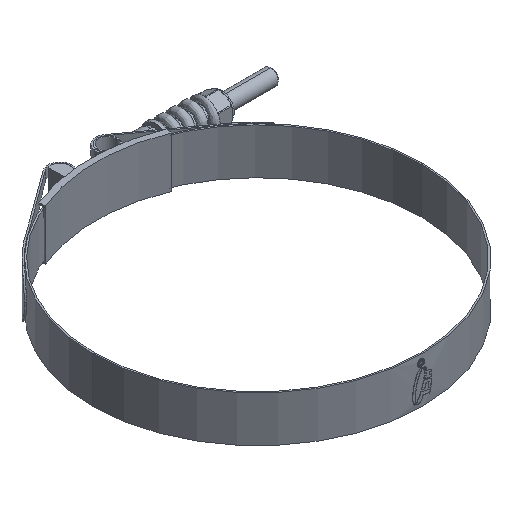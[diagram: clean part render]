
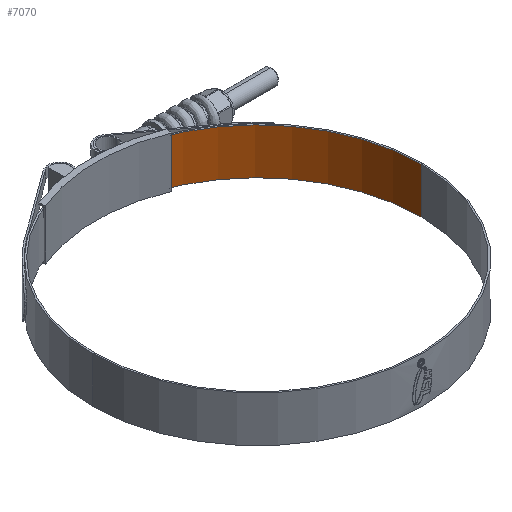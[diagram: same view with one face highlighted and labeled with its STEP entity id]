
A CAD part, isometric view. The second image highlights one B-rep face of the part: STEP entity #7070.
In plain terms, the highlighted cylindrical face has radius 68.2 mm (diameter 136.4 mm), a partial arc.
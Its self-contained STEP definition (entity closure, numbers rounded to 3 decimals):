
#92 = CARTESIAN_POINT ( 'NONE',  ( 9.317, 67.561, 9.55 ) ) ;
#256 = DIRECTION ( 'NONE',  ( 0., 0., -1. ) ) ;
#483 = EDGE_CURVE ( 'NONE', #11378, #10739, #16101, .T. ) ;
#522 = ORIENTED_EDGE ( 'NONE', *, *, #5642, .T. ) ;
#610 = CARTESIAN_POINT ( 'NONE',  ( 68.2, 0., 9.55 ) ) ;
#831 = CYLINDRICAL_SURFACE ( 'NONE', #13925, 68.2 ) ;
#1605 = AXIS2_PLACEMENT_3D ( 'NONE', #4065, #7901, #9152 ) ;
#1907 = VECTOR ( 'NONE', #5727, 1000. ) ;
#2415 = CIRCLE ( 'NONE', #1605, 68.2 ) ;
#2868 = VERTEX_POINT ( 'NONE', #10282 ) ;
#3102 = CARTESIAN_POINT ( 'NONE',  ( 68.2, 0., 9.55 ) ) ;
#3787 = LINE ( 'NONE', #92, #16163 ) ;
#4059 = ORIENTED_EDGE ( 'NONE', *, *, #14497, .F. ) ;
#4065 = CARTESIAN_POINT ( 'NONE',  ( 0., 0., -9.55 ) ) ;
#5179 = VERTEX_POINT ( 'NONE', #10526 ) ;
#5642 = EDGE_CURVE ( 'NONE', #5179, #2868, #2415, .T. ) ;
#5663 = AXIS2_PLACEMENT_3D ( 'NONE', #13276, #9322, #9408 ) ;
#5727 = DIRECTION ( 'NONE',  ( 0., 0., -1. ) ) ;
#5951 = FACE_OUTER_BOUND ( 'NONE', #6071, .T. ) ;
#6071 = EDGE_LOOP ( 'NONE', ( #4059, #8686, #8937, #522 ) ) ;
#6525 = CARTESIAN_POINT ( 'NONE',  ( 9.317, 67.561, 9.55 ) ) ;
#6959 = LINE ( 'NONE', #610, #1907 ) ;
#7070 = ADVANCED_FACE ( 'NONE', ( #5951 ), #831, .F. ) ;
#7519 = DIRECTION ( 'NONE',  ( 0., 0., -1. ) ) ;
#7901 = DIRECTION ( 'NONE',  ( 0., 0., -1. ) ) ;
#8686 = ORIENTED_EDGE ( 'NONE', *, *, #483, .F. ) ;
#8937 = ORIENTED_EDGE ( 'NONE', *, *, #13544, .T. ) ;
#9152 = DIRECTION ( 'NONE',  ( -1., 0., 0. ) ) ;
#9322 = DIRECTION ( 'NONE',  ( 0., 0., -1. ) ) ;
#9408 = DIRECTION ( 'NONE',  ( -1., 0., 0. ) ) ;
#9959 = CARTESIAN_POINT ( 'NONE',  ( 0., 0., 9.55 ) ) ;
#10282 = CARTESIAN_POINT ( 'NONE',  ( 68.2, 0., -9.55 ) ) ;
#10526 = CARTESIAN_POINT ( 'NONE',  ( 9.317, 67.561, -9.55 ) ) ;
#10739 = VERTEX_POINT ( 'NONE', #3102 ) ;
#11378 = VERTEX_POINT ( 'NONE', #6525 ) ;
#13276 = CARTESIAN_POINT ( 'NONE',  ( 0., 0., 9.55 ) ) ;
#13544 = EDGE_CURVE ( 'NONE', #11378, #5179, #3787, .T. ) ;
#13925 = AXIS2_PLACEMENT_3D ( 'NONE', #9959, #7519, #14913 ) ;
#14497 = EDGE_CURVE ( 'NONE', #10739, #2868, #6959, .T. ) ;
#14913 = DIRECTION ( 'NONE',  ( -1., 0., 0. ) ) ;
#16101 = CIRCLE ( 'NONE', #5663, 68.2 ) ;
#16163 = VECTOR ( 'NONE', #256, 1000. ) ;
